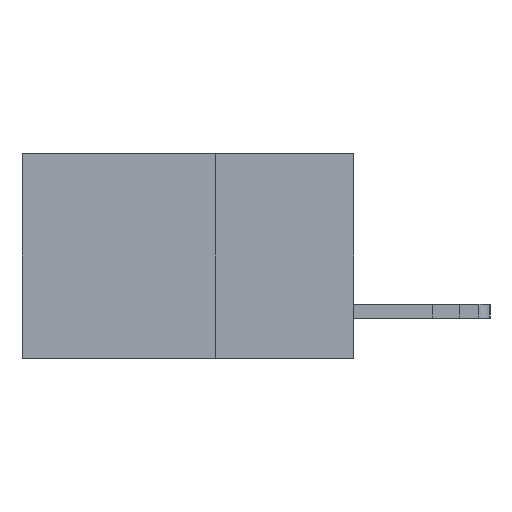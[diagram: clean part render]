
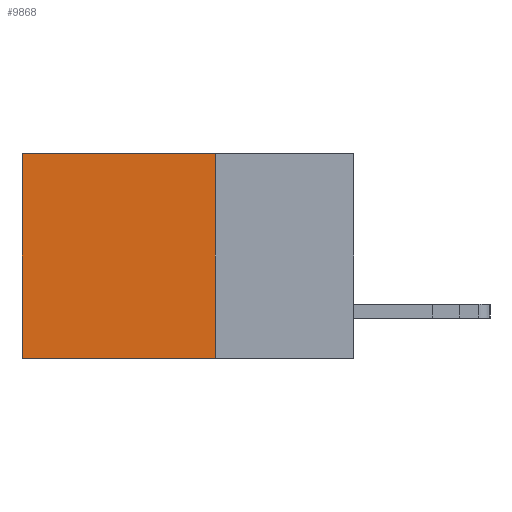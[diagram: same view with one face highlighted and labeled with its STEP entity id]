
A CAD part, left-side view. The second image highlights one B-rep face of the part: STEP entity #9868.
In plain terms, the highlighted planar face has unit normal (-1, 0, 0).
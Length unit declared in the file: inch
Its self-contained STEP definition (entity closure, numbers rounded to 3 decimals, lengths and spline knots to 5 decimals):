
#169 = CARTESIAN_POINT ( 'NONE',  ( 0.2875, 0.25, 0. ) ) ;
#498 = VECTOR ( 'NONE', #11674, 39.37008 ) ;
#817 = VECTOR ( 'NONE', #6683, 39.37008 ) ;
#1062 = VERTEX_POINT ( 'NONE', #1428 ) ;
#1168 = ORIENTED_EDGE ( 'NONE', *, *, #7222, .T. ) ;
#1328 = ORIENTED_EDGE ( 'NONE', *, *, #6927, .F. ) ;
#1428 = CARTESIAN_POINT ( 'NONE',  ( 0.2875, 0.25, -0.37 ) ) ;
#2893 = LINE ( 'NONE', #5086, #6795 ) ;
#3868 = VERTEX_POINT ( 'NONE', #11634 ) ;
#4184 = ORIENTED_EDGE ( 'NONE', *, *, #8832, .T. ) ;
#4468 = VECTOR ( 'NONE', #14516, 39.37008 ) ;
#4556 = FACE_OUTER_BOUND ( 'NONE', #12828, .T. ) ;
#4642 = CARTESIAN_POINT ( 'NONE',  ( 0.2875, 0.25, -0.37 ) ) ;
#4693 = DIRECTION ( 'NONE',  ( 1., 0., 0. ) ) ;
#5086 = CARTESIAN_POINT ( 'NONE',  ( 0.2875, 0.25, 0. ) ) ;
#5948 = CARTESIAN_POINT ( 'NONE',  ( 0.2875, 0.6, 0. ) ) ;
#6025 = CARTESIAN_POINT ( 'NONE',  ( 0.2875, 0.25, 0. ) ) ;
#6300 = VERTEX_POINT ( 'NONE', #5948 ) ;
#6571 = LINE ( 'NONE', #14679, #4468 ) ;
#6590 = LINE ( 'NONE', #11602, #498 ) ;
#6683 = DIRECTION ( 'NONE',  ( 0., 1., 0. ) ) ;
#6795 = VECTOR ( 'NONE', #9436, 39.37008 ) ;
#6927 = EDGE_CURVE ( 'NONE', #1062, #3868, #10129, .T. ) ;
#6963 = DIRECTION ( 'NONE',  ( 0., 0., -1. ) ) ;
#7221 = ORIENTED_EDGE ( 'NONE', *, *, #9563, .F. ) ;
#7222 = EDGE_CURVE ( 'NONE', #6300, #3868, #6571, .T. ) ;
#8832 = EDGE_CURVE ( 'NONE', #12132, #6300, #6590, .T. ) ;
#9436 = DIRECTION ( 'NONE',  ( 0., 0., -1. ) ) ;
#9563 = EDGE_CURVE ( 'NONE', #12132, #1062, #2893, .T. ) ;
#9621 = AXIS2_PLACEMENT_3D ( 'NONE', #169, #4693, #6963 ) ;
#9868 = ADVANCED_FACE ( 'NONE', ( #4556 ), #14770, .F. ) ;
#10129 = LINE ( 'NONE', #4642, #817 ) ;
#11602 = CARTESIAN_POINT ( 'NONE',  ( 0.2875, 0.25, 0. ) ) ;
#11634 = CARTESIAN_POINT ( 'NONE',  ( 0.2875, 0.6, -0.37 ) ) ;
#11674 = DIRECTION ( 'NONE',  ( 0., 1., 0. ) ) ;
#12132 = VERTEX_POINT ( 'NONE', #6025 ) ;
#12828 = EDGE_LOOP ( 'NONE', ( #1168, #1328, #7221, #4184 ) ) ;
#14516 = DIRECTION ( 'NONE',  ( 0., 0., -1. ) ) ;
#14679 = CARTESIAN_POINT ( 'NONE',  ( 0.2875, 0.6, 0. ) ) ;
#14770 = PLANE ( 'NONE',  #9621 ) ;
